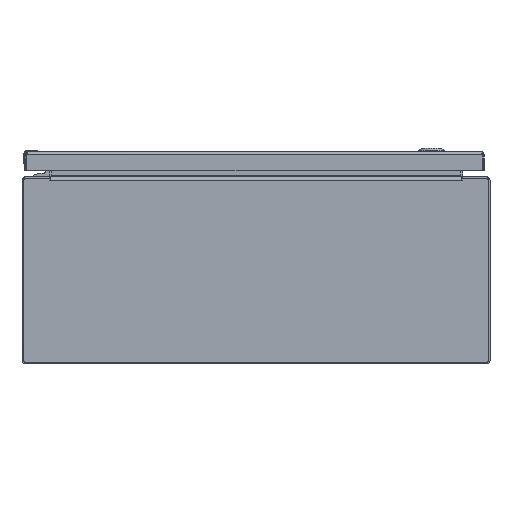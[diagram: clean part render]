
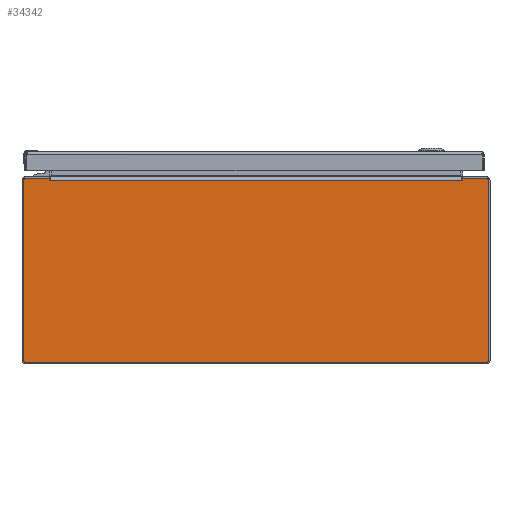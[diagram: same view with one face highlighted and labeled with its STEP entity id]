
A CAD part, front view. The second image highlights one B-rep face of the part: STEP entity #34342.
In plain terms, the highlighted planar face has unit normal (0, -1, 0).
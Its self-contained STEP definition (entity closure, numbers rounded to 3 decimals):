
#658 = CARTESIAN_POINT ( 'NONE',  ( -9.937, -12., -3.857 ) ) ;
#1288 = CARTESIAN_POINT ( 'NONE',  ( 8.828, -12., 3.937 ) ) ;
#1736 = VERTEX_POINT ( 'NONE', #16825 ) ;
#1907 = CARTESIAN_POINT ( 'NONE',  ( 8.798, -12., 3.855 ) ) ;
#2741 = CARTESIAN_POINT ( 'NONE',  ( 0., -12., 3.937 ) ) ;
#5660 = DIRECTION ( 'NONE',  ( 0., 0., -1. ) ) ;
#6219 = VECTOR ( 'NONE', #16854, 39.37 ) ;
#7498 = VECTOR ( 'NONE', #84786, 39.37 ) ;
#7855 = DIRECTION ( 'NONE',  ( -0.174, 0., 0.985 ) ) ;
#7906 = AXIS2_PLACEMENT_3D ( 'NONE', #39279, #22686, #29457 ) ;
#9045 = LINE ( 'NONE', #121183, #13383 ) ;
#9883 = CARTESIAN_POINT ( 'NONE',  ( 9.937, -12., -3.857 ) ) ;
#10919 = CARTESIAN_POINT ( 'NONE',  ( -9.937, -12., 3.857 ) ) ;
#10934 = ORIENTED_EDGE ( 'NONE', *, *, #117996, .T. ) ;
#11219 = CARTESIAN_POINT ( 'NONE',  ( 9.937, -12., 0. ) ) ;
#12223 = EDGE_CURVE ( 'NONE', #60878, #32900, #87093, .T. ) ;
#12530 = LINE ( 'NONE', #2741, #43931 ) ;
#12697 = DIRECTION ( 'NONE',  ( 0., 0., -1. ) ) ;
#13383 = VECTOR ( 'NONE', #37235, 39.37 ) ;
#13852 = CARTESIAN_POINT ( 'NONE',  ( -8.798, -12., 3.855 ) ) ;
#14854 = ORIENTED_EDGE ( 'NONE', *, *, #12223, .T. ) ;
#14983 = EDGE_CURVE ( 'NONE', #41424, #61078, #16458, .T. ) ;
#16458 = CIRCLE ( 'NONE', #35777, 0.08 ) ;
#16665 = CARTESIAN_POINT ( 'NONE',  ( 8.814, -12., 3.855 ) ) ;
#16825 = CARTESIAN_POINT ( 'NONE',  ( -9.857, -12., 3.937 ) ) ;
#16854 = DIRECTION ( 'NONE',  ( -1., 0., 0. ) ) ;
#17376 = PLANE ( 'NONE',  #87815 ) ;
#18056 = VECTOR ( 'NONE', #69923, 39.37 ) ;
#18615 = EDGE_CURVE ( 'NONE', #75246, #20186, #12530, .T. ) ;
#19077 = DIRECTION ( 'NONE',  ( 1., 0., 0. ) ) ;
#19774 = VERTEX_POINT ( 'NONE', #89213 ) ;
#20186 = VERTEX_POINT ( 'NONE', #70085 ) ;
#21471 = LINE ( 'NONE', #1288, #70331 ) ;
#22686 = DIRECTION ( 'NONE',  ( 0., -1., 0. ) ) ;
#25608 = EDGE_CURVE ( 'NONE', #35266, #32647, #114900, .T. ) ;
#25986 = ORIENTED_EDGE ( 'NONE', *, *, #109673, .T. ) ;
#27298 = CARTESIAN_POINT ( 'NONE',  ( -9.857, -12., -3.937 ) ) ;
#29457 = DIRECTION ( 'NONE',  ( 0., 0., -1. ) ) ;
#30187 = LINE ( 'NONE', #11219, #7498 ) ;
#31256 = CARTESIAN_POINT ( 'NONE',  ( 8.806, -12., 3.855 ) ) ;
#31892 = VERTEX_POINT ( 'NONE', #36706 ) ;
#32211 = ORIENTED_EDGE ( 'NONE', *, *, #34959, .T. ) ;
#32647 = VERTEX_POINT ( 'NONE', #9883 ) ;
#32900 = VERTEX_POINT ( 'NONE', #1907 ) ;
#34342 = ADVANCED_FACE ( 'NONE', ( #46800 ), #17376, .T. ) ;
#34959 = EDGE_CURVE ( 'NONE', #20186, #60878, #21471, .T. ) ;
#35266 = VERTEX_POINT ( 'NONE', #113914 ) ;
#35777 = AXIS2_PLACEMENT_3D ( 'NONE', #82099, #63735, #72919 ) ;
#36706 = CARTESIAN_POINT ( 'NONE',  ( 9.937, -12., 3.857 ) ) ;
#37235 = DIRECTION ( 'NONE',  ( -1., 0., 0. ) ) ;
#39002 = DIRECTION ( 'NONE',  ( 0., -1., 0. ) ) ;
#39279 = CARTESIAN_POINT ( 'NONE',  ( 9.857, -12., 3.857 ) ) ;
#39690 = EDGE_CURVE ( 'NONE', #72461, #1736, #82443, .T. ) ;
#41424 = VERTEX_POINT ( 'NONE', #658 ) ;
#41524 = VECTOR ( 'NONE', #119086, 39.37 ) ;
#43931 = VECTOR ( 'NONE', #114903, 39.37 ) ;
#45874 = CARTESIAN_POINT ( 'NONE',  ( -8.814, -12., 3.855 ) ) ;
#46800 = FACE_OUTER_BOUND ( 'NONE', #109835, .T. ) ;
#47453 = CARTESIAN_POINT ( 'NONE',  ( -8.828, -12., 3.937 ) ) ;
#47901 = LINE ( 'NONE', #104251, #78926 ) ;
#50921 = EDGE_CURVE ( 'NONE', #1736, #96930, #117975, .T. ) ;
#54018 = EDGE_CURVE ( 'NONE', #61078, #35266, #47901, .T. ) ;
#54786 = CARTESIAN_POINT ( 'NONE',  ( 0., -12., 0. ) ) ;
#57150 = ORIENTED_EDGE ( 'NONE', *, *, #25608, .T. ) ;
#60585 = ORIENTED_EDGE ( 'NONE', *, *, #100857, .T. ) ;
#60775 = CIRCLE ( 'NONE', #7906, 0.08 ) ;
#60878 = VERTEX_POINT ( 'NONE', #16665 ) ;
#60958 = VECTOR ( 'NONE', #12697, 39.37 ) ;
#61078 = VERTEX_POINT ( 'NONE', #27298 ) ;
#63677 = CARTESIAN_POINT ( 'NONE',  ( 9.857, -12., 3.937 ) ) ;
#63735 = DIRECTION ( 'NONE',  ( 0., -1., 0. ) ) ;
#63875 = ORIENTED_EDGE ( 'NONE', *, *, #70249, .T. ) ;
#64283 = LINE ( 'NONE', #45874, #87043 ) ;
#64605 = DIRECTION ( 'NONE',  ( 0., 0., -1. ) ) ;
#67121 = EDGE_CURVE ( 'NONE', #31892, #75246, #60775, .T. ) ;
#69204 = ORIENTED_EDGE ( 'NONE', *, *, #110084, .T. ) ;
#69923 = DIRECTION ( 'NONE',  ( -1., 0., 0. ) ) ;
#70085 = CARTESIAN_POINT ( 'NONE',  ( 8.828, -12., 3.937 ) ) ;
#70249 = EDGE_CURVE ( 'NONE', #107467, #19774, #82953, .T. ) ;
#70331 = VECTOR ( 'NONE', #95049, 39.37 ) ;
#72461 = VERTEX_POINT ( 'NONE', #47453 ) ;
#72655 = CARTESIAN_POINT ( 'NONE',  ( 0., -12., 3.937 ) ) ;
#72919 = DIRECTION ( 'NONE',  ( 0., 0., -1. ) ) ;
#75246 = VERTEX_POINT ( 'NONE', #63677 ) ;
#75822 = DIRECTION ( 'NONE',  ( 0., 0., -1. ) ) ;
#78926 = VECTOR ( 'NONE', #19077, 39.37 ) ;
#81637 = AXIS2_PLACEMENT_3D ( 'NONE', #89053, #89651, #5660 ) ;
#81766 = DIRECTION ( 'NONE',  ( 0., -1., 0. ) ) ;
#82099 = CARTESIAN_POINT ( 'NONE',  ( -9.857, -12., -3.857 ) ) ;
#82443 = LINE ( 'NONE', #72655, #6219 ) ;
#82953 = LINE ( 'NONE', #89721, #41524 ) ;
#84786 = DIRECTION ( 'NONE',  ( 0., 0., 1. ) ) ;
#84997 = CARTESIAN_POINT ( 'NONE',  ( -9.857, -12., 3.857 ) ) ;
#87043 = VECTOR ( 'NONE', #7855, 39.37 ) ;
#87093 = LINE ( 'NONE', #31256, #18056 ) ;
#87815 = AXIS2_PLACEMENT_3D ( 'NONE', #54786, #81766, #64605 ) ;
#89053 = CARTESIAN_POINT ( 'NONE',  ( 9.857, -12., -3.857 ) ) ;
#89213 = CARTESIAN_POINT ( 'NONE',  ( -8.814, -12., 3.855 ) ) ;
#89651 = DIRECTION ( 'NONE',  ( 0., -1., 0. ) ) ;
#89721 = CARTESIAN_POINT ( 'NONE',  ( 0., -12., 3.855 ) ) ;
#93897 = ORIENTED_EDGE ( 'NONE', *, *, #39690, .T. ) ;
#94489 = AXIS2_PLACEMENT_3D ( 'NONE', #84997, #39002, #75822 ) ;
#95049 = DIRECTION ( 'NONE',  ( -0.174, 0., -0.985 ) ) ;
#96051 = LINE ( 'NONE', #115066, #60958 ) ;
#96573 = ORIENTED_EDGE ( 'NONE', *, *, #18615, .T. ) ;
#96930 = VERTEX_POINT ( 'NONE', #10919 ) ;
#97371 = ORIENTED_EDGE ( 'NONE', *, *, #50921, .T. ) ;
#97983 = ORIENTED_EDGE ( 'NONE', *, *, #67121, .T. ) ;
#99534 = ORIENTED_EDGE ( 'NONE', *, *, #54018, .T. ) ;
#100857 = EDGE_CURVE ( 'NONE', #19774, #72461, #64283, .T. ) ;
#104251 = CARTESIAN_POINT ( 'NONE',  ( 0., -12., -3.937 ) ) ;
#107467 = VERTEX_POINT ( 'NONE', #13852 ) ;
#109673 = EDGE_CURVE ( 'NONE', #32647, #31892, #30187, .T. ) ;
#109835 = EDGE_LOOP ( 'NONE', ( #93897, #97371, #10934, #113203, #99534, #57150, #25986, #97983, #96573, #32211, #14854, #69204, #63875, #60585 ) ) ;
#110084 = EDGE_CURVE ( 'NONE', #32900, #107467, #9045, .T. ) ;
#113203 = ORIENTED_EDGE ( 'NONE', *, *, #14983, .T. ) ;
#113914 = CARTESIAN_POINT ( 'NONE',  ( 9.857, -12., -3.937 ) ) ;
#114900 = CIRCLE ( 'NONE', #81637, 0.08 ) ;
#114903 = DIRECTION ( 'NONE',  ( -1., 0., 0. ) ) ;
#115066 = CARTESIAN_POINT ( 'NONE',  ( -9.937, -12., 0. ) ) ;
#117975 = CIRCLE ( 'NONE', #94489, 0.08 ) ;
#117996 = EDGE_CURVE ( 'NONE', #96930, #41424, #96051, .T. ) ;
#119086 = DIRECTION ( 'NONE',  ( -1., 0., 0. ) ) ;
#121183 = CARTESIAN_POINT ( 'NONE',  ( 0., -12., 3.855 ) ) ;
